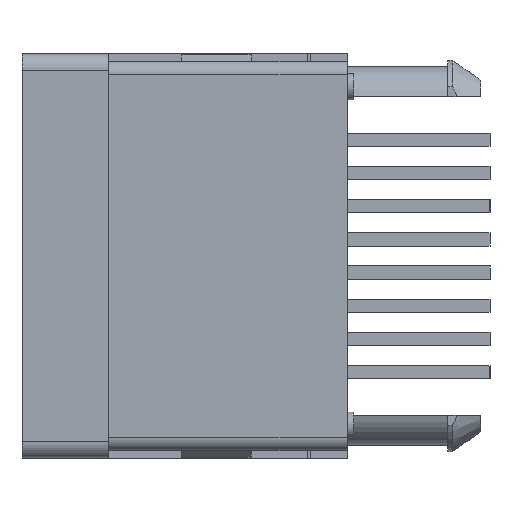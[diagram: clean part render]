
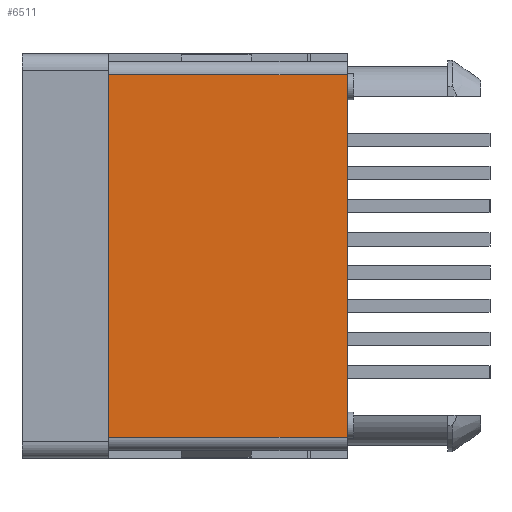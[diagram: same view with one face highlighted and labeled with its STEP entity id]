
A CAD part, left-side view. The second image highlights one B-rep face of the part: STEP entity #6511.
In plain terms, the highlighted planar face has unit normal (-1, 0, 0).
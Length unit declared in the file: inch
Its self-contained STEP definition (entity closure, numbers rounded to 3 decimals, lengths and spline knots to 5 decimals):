
#1030=ORIENTED_EDGE('',*,*,#2624,.T.);
#1031=ORIENTED_EDGE('',*,*,#2110,.F.);
#1032=ORIENTED_EDGE('',*,*,#2644,.T.);
#1033=ORIENTED_EDGE('',*,*,#2563,.F.);
#2110=EDGE_CURVE('',#3026,#3028,#3646,.T.);
#2563=EDGE_CURVE('',#3392,#3393,#4069,.T.);
#2624=EDGE_CURVE('',#3392,#3028,#4126,.T.);
#2644=EDGE_CURVE('',#3026,#3393,#4144,.T.);
#3026=VERTEX_POINT('',#9004);
#3028=VERTEX_POINT('',#9007);
#3392=VERTEX_POINT('',#9965);
#3393=VERTEX_POINT('',#9967);
#3646=LINE('',#9006,#4510);
#4069=LINE('',#9966,#4933);
#4126=LINE('',#10083,#4990);
#4144=LINE('',#10117,#5008);
#4510=VECTOR('',#7289,39.37008);
#4933=VECTOR('',#7988,39.37008);
#4990=VECTOR('',#8103,39.37008);
#5008=VECTOR('',#8133,39.37008);
#5461=EDGE_LOOP('',(#1030,#1031,#1032,#1033));
#5839=FACE_BOUND('',#5461,.T.);
#6189=PLANE('',#6907);
#6511=ADVANCED_FACE('',(#5839),#6189,.F.);
#6907=AXIS2_PLACEMENT_3D('',#10129,#8142,#8143);
#7289=DIRECTION('',(0.,1.,0.));
#7988=DIRECTION('',(0.,-1.,0.));
#8103=DIRECTION('',(0.,0.,-1.));
#8133=DIRECTION('',(0.,0.,1.));
#8142=DIRECTION('',(1.,0.,0.));
#8143=DIRECTION('',(0.,1.,0.));
#9004=CARTESIAN_POINT('',(-0.3025,-0.245,-0.273));
#9006=CARTESIAN_POINT('',(-0.3025,-0.245,-0.273));
#9007=CARTESIAN_POINT('',(-0.3025,0.115,-0.273));
#9965=CARTESIAN_POINT('',(-0.3025,0.115,0.273));
#9966=CARTESIAN_POINT('',(-0.3025,0.115,0.273));
#9967=CARTESIAN_POINT('',(-0.3025,-0.245,0.273));
#10083=CARTESIAN_POINT('',(-0.3025,0.115,0.273));
#10117=CARTESIAN_POINT('',(-0.3025,-0.245,-0.273));
#10129=CARTESIAN_POINT('',(-0.3025,-0.245,0.366));
